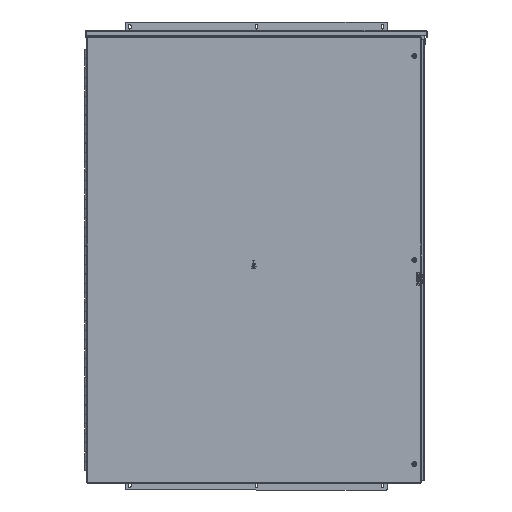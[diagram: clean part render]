
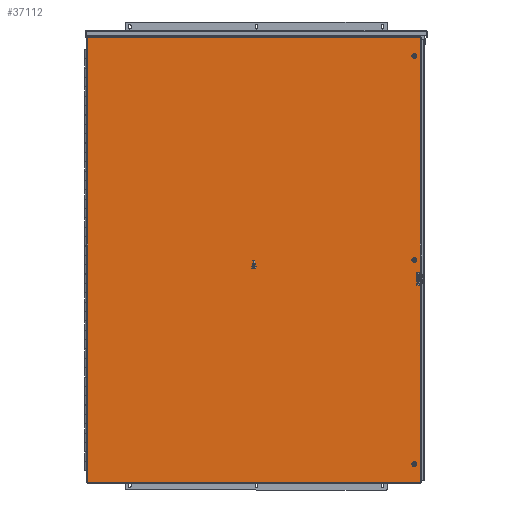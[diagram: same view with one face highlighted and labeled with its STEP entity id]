
A CAD part, front view. The second image highlights one B-rep face of the part: STEP entity #37112.
In plain terms, the highlighted planar face has unit normal (0, -1, 0).
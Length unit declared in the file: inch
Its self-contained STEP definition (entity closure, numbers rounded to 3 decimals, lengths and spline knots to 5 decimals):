
#156 = DIRECTION ( 'NONE',  ( -1., 0., 0. ) ) ;
#452 = CARTESIAN_POINT ( 'NONE',  ( 16.751, -16.172, -0.4285 ) ) ;
#646 = CARTESIAN_POINT ( 'NONE',  ( 16.884, -16.172, -22.241 ) ) ;
#957 = EDGE_CURVE ( 'NONE', #13394, #31645, #39576, .T. ) ;
#977 = FACE_BOUND ( 'NONE', #33003, .T. ) ;
#1163 = VERTEX_POINT ( 'NONE', #41450 ) ;
#1197 = VERTEX_POINT ( 'NONE', #452 ) ;
#1384 = FACE_OUTER_BOUND ( 'NONE', #16009, .T. ) ;
#1510 = DIRECTION ( 'NONE',  ( 0., 1., 0. ) ) ;
#1593 = FACE_BOUND ( 'NONE', #31238, .T. ) ;
#2333 = CIRCLE ( 'NONE', #11068, 0.133 ) ;
#2366 = DIRECTION ( 'NONE',  ( 1., 0., 0. ) ) ;
#2486 = VECTOR ( 'NONE', #156, 39.37008 ) ;
#2664 = DIRECTION ( 'NONE',  ( 0., 1., 0. ) ) ;
#3448 = EDGE_CURVE ( 'NONE', #10128, #12395, #39947, .T. ) ;
#3649 = CARTESIAN_POINT ( 'NONE',  ( 17.508, -16.172, -24.163 ) ) ;
#3721 = CARTESIAN_POINT ( 'NONE',  ( 16.884, -16.172, -22.241 ) ) ;
#3774 = CARTESIAN_POINT ( 'NONE',  ( 17.45975, -16.172, -3.116 ) ) ;
#3962 = AXIS2_PLACEMENT_3D ( 'NONE', #3721, #25798, #16547 ) ;
#4020 = VECTOR ( 'NONE', #13491, 39.37008 ) ;
#4133 = FACE_BOUND ( 'NONE', #14913, .T. ) ;
#5082 = CIRCLE ( 'NONE', #38637, 0.133 ) ;
#5418 = EDGE_CURVE ( 'NONE', #13006, #38440, #5082, .T. ) ;
#6318 = EDGE_CURVE ( 'NONE', #8897, #13060, #22235, .T. ) ;
#7277 = PLANE ( 'NONE',  #39864 ) ;
#7564 = ORIENTED_EDGE ( 'NONE', *, *, #21003, .T. ) ;
#7895 = FACE_BOUND ( 'NONE', #29028, .T. ) ;
#8840 = ORIENTED_EDGE ( 'NONE', *, *, #14862, .T. ) ;
#8897 = VERTEX_POINT ( 'NONE', #3774 ) ;
#9469 = VERTEX_POINT ( 'NONE', #25549 ) ;
#9943 = DIRECTION ( 'NONE',  ( 0., 0., 1. ) ) ;
#9961 = DIRECTION ( 'NONE',  ( 0., 0., 1. ) ) ;
#10128 = VERTEX_POINT ( 'NONE', #32730 ) ;
#10830 = DIRECTION ( 'NONE',  ( 0., 1., 0. ) ) ;
#11068 = AXIS2_PLACEMENT_3D ( 'NONE', #39626, #10830, #23657 ) ;
#12345 = ORIENTED_EDGE ( 'NONE', *, *, #3448, .T. ) ;
#12383 = VERTEX_POINT ( 'NONE', #39777 ) ;
#12395 = VERTEX_POINT ( 'NONE', #39985 ) ;
#12589 = EDGE_CURVE ( 'NONE', #1163, #8897, #39121, .T. ) ;
#13006 = VERTEX_POINT ( 'NONE', #19535 ) ;
#13060 = VERTEX_POINT ( 'NONE', #32735 ) ;
#13062 = CARTESIAN_POINT ( 'NONE',  ( 17.45975, -16.172, -3.116 ) ) ;
#13133 = LINE ( 'NONE', #38772, #25748 ) ;
#13394 = VERTEX_POINT ( 'NONE', #31433 ) ;
#13491 = DIRECTION ( 'NONE',  ( 1., 0., 0. ) ) ;
#13995 = DIRECTION ( 'NONE',  ( 1., 0., 0. ) ) ;
#14862 = EDGE_CURVE ( 'NONE', #34026, #1197, #2333, .T. ) ;
#14913 = EDGE_LOOP ( 'NONE', ( #8840, #27480 ) ) ;
#15035 = EDGE_CURVE ( 'NONE', #9469, #12383, #19426, .T. ) ;
#15453 = CARTESIAN_POINT ( 'NONE',  ( 17.508, -16.172, 23.306 ) ) ;
#16009 = EDGE_LOOP ( 'NONE', ( #7564, #20309, #19741, #18282 ) ) ;
#16547 = DIRECTION ( 'NONE',  ( 1., 0., 0. ) ) ;
#16620 = DIRECTION ( 'NONE',  ( 1., 0., 0. ) ) ;
#16787 = CIRCLE ( 'NONE', #20807, 0.133 ) ;
#17212 = CARTESIAN_POINT ( 'NONE',  ( 16.751, -16.172, 21.384 ) ) ;
#17257 = CARTESIAN_POINT ( 'NONE',  ( 17.45975, -16.172, -1.741 ) ) ;
#18282 = ORIENTED_EDGE ( 'NONE', *, *, #15035, .T. ) ;
#18670 = CARTESIAN_POINT ( 'NONE',  ( 16.884, -16.172, 21.384 ) ) ;
#19140 = ORIENTED_EDGE ( 'NONE', *, *, #26391, .T. ) ;
#19419 = DIRECTION ( 'NONE',  ( 1., 0., 0. ) ) ;
#19426 = LINE ( 'NONE', #3649, #32552 ) ;
#19535 = CARTESIAN_POINT ( 'NONE',  ( 17.017, -16.172, 21.384 ) ) ;
#19713 = CARTESIAN_POINT ( 'NONE',  ( 17.14725, -16.172, -3.116 ) ) ;
#19741 = ORIENTED_EDGE ( 'NONE', *, *, #36539, .T. ) ;
#20309 = ORIENTED_EDGE ( 'NONE', *, *, #957, .T. ) ;
#20765 = CIRCLE ( 'NONE', #3962, 0.133 ) ;
#20807 = AXIS2_PLACEMENT_3D ( 'NONE', #22570, #21953, #19419 ) ;
#20850 = CARTESIAN_POINT ( 'NONE',  ( 16.884, -16.172, -0.4285 ) ) ;
#21003 = EDGE_CURVE ( 'NONE', #12383, #13394, #41099, .T. ) ;
#21801 = EDGE_CURVE ( 'NONE', #12395, #10128, #20765, .T. ) ;
#21953 = DIRECTION ( 'NONE',  ( 0., 1., 0. ) ) ;
#22235 = LINE ( 'NONE', #19713, #2486 ) ;
#22570 = CARTESIAN_POINT ( 'NONE',  ( 16.884, -16.172, 21.384 ) ) ;
#23657 = DIRECTION ( 'NONE',  ( 1., 0., 0. ) ) ;
#23674 = DIRECTION ( 'NONE',  ( 0., -1., 0. ) ) ;
#23823 = LINE ( 'NONE', #24013, #33801 ) ;
#24013 = CARTESIAN_POINT ( 'NONE',  ( 17.508, -16.172, -24.163 ) ) ;
#24041 = VERTEX_POINT ( 'NONE', #33654 ) ;
#24328 = VECTOR ( 'NONE', #35406, 39.37008 ) ;
#25549 = CARTESIAN_POINT ( 'NONE',  ( 17.508, -16.172, -24.163 ) ) ;
#25748 = VECTOR ( 'NONE', #9961, 39.37008 ) ;
#25798 = DIRECTION ( 'NONE',  ( 0., 1., 0. ) ) ;
#26067 = DIRECTION ( 'NONE',  ( 0., 1., 0. ) ) ;
#26391 = EDGE_CURVE ( 'NONE', #13060, #24041, #13133, .T. ) ;
#26610 = CARTESIAN_POINT ( 'NONE',  ( 17.508, -16.172, -24.163 ) ) ;
#27165 = DIRECTION ( 'NONE',  ( 0., 0., -1. ) ) ;
#27480 = ORIENTED_EDGE ( 'NONE', *, *, #33980, .T. ) ;
#29018 = VECTOR ( 'NONE', #35970, 39.37008 ) ;
#29028 = EDGE_LOOP ( 'NONE', ( #34686, #39727, #19140, #36725 ) ) ;
#30345 = DIRECTION ( 'NONE',  ( 1., 0., 0. ) ) ;
#31238 = EDGE_LOOP ( 'NONE', ( #36727, #40943 ) ) ;
#31433 = CARTESIAN_POINT ( 'NONE',  ( -18.026, -16.172, 23.306 ) ) ;
#31645 = VERTEX_POINT ( 'NONE', #41374 ) ;
#31756 = VECTOR ( 'NONE', #27165, 39.37008 ) ;
#32552 = VECTOR ( 'NONE', #9943, 39.37008 ) ;
#32730 = CARTESIAN_POINT ( 'NONE',  ( 17.017, -16.172, -22.241 ) ) ;
#32735 = CARTESIAN_POINT ( 'NONE',  ( 17.14725, -16.172, -3.116 ) ) ;
#32930 = CIRCLE ( 'NONE', #35640, 0.133 ) ;
#33003 = EDGE_LOOP ( 'NONE', ( #12345, #33040 ) ) ;
#33040 = ORIENTED_EDGE ( 'NONE', *, *, #21801, .T. ) ;
#33227 = AXIS2_PLACEMENT_3D ( 'NONE', #646, #26067, #16620 ) ;
#33654 = CARTESIAN_POINT ( 'NONE',  ( 17.14725, -16.172, -1.741 ) ) ;
#33709 = EDGE_CURVE ( 'NONE', #38440, #13006, #16787, .T. ) ;
#33801 = VECTOR ( 'NONE', #2366, 39.37008 ) ;
#33980 = EDGE_CURVE ( 'NONE', #1197, #34026, #32930, .T. ) ;
#34026 = VERTEX_POINT ( 'NONE', #36821 ) ;
#34079 = DIRECTION ( 'NONE',  ( 1., 0., 0. ) ) ;
#34686 = ORIENTED_EDGE ( 'NONE', *, *, #12589, .T. ) ;
#35406 = DIRECTION ( 'NONE',  ( -1., 0., 0. ) ) ;
#35640 = AXIS2_PLACEMENT_3D ( 'NONE', #20850, #1510, #34079 ) ;
#35970 = DIRECTION ( 'NONE',  ( 0., 0., -1. ) ) ;
#36441 = CARTESIAN_POINT ( 'NONE',  ( -18.026, -16.172, -24.163 ) ) ;
#36539 = EDGE_CURVE ( 'NONE', #31645, #9469, #23823, .T. ) ;
#36725 = ORIENTED_EDGE ( 'NONE', *, *, #39423, .T. ) ;
#36727 = ORIENTED_EDGE ( 'NONE', *, *, #5418, .T. ) ;
#36821 = CARTESIAN_POINT ( 'NONE',  ( 17.017, -16.172, -0.4285 ) ) ;
#37112 = ADVANCED_FACE ( 'NONE', ( #1384, #1593, #7895, #4133, #977 ), #7277, .T. ) ;
#38315 = LINE ( 'NONE', #17257, #4020 ) ;
#38440 = VERTEX_POINT ( 'NONE', #17212 ) ;
#38637 = AXIS2_PLACEMENT_3D ( 'NONE', #18670, #2664, #30345 ) ;
#38772 = CARTESIAN_POINT ( 'NONE',  ( 17.14725, -16.172, -1.741 ) ) ;
#39121 = LINE ( 'NONE', #13062, #29018 ) ;
#39423 = EDGE_CURVE ( 'NONE', #24041, #1163, #38315, .T. ) ;
#39576 = LINE ( 'NONE', #36441, #31756 ) ;
#39626 = CARTESIAN_POINT ( 'NONE',  ( 16.884, -16.172, -0.4285 ) ) ;
#39727 = ORIENTED_EDGE ( 'NONE', *, *, #6318, .T. ) ;
#39777 = CARTESIAN_POINT ( 'NONE',  ( 17.508, -16.172, 23.306 ) ) ;
#39864 = AXIS2_PLACEMENT_3D ( 'NONE', #26610, #23674, #13995 ) ;
#39947 = CIRCLE ( 'NONE', #33227, 0.133 ) ;
#39985 = CARTESIAN_POINT ( 'NONE',  ( 16.751, -16.172, -22.241 ) ) ;
#40943 = ORIENTED_EDGE ( 'NONE', *, *, #33709, .T. ) ;
#41099 = LINE ( 'NONE', #15453, #24328 ) ;
#41374 = CARTESIAN_POINT ( 'NONE',  ( -18.026, -16.172, -24.163 ) ) ;
#41450 = CARTESIAN_POINT ( 'NONE',  ( 17.45975, -16.172, -1.741 ) ) ;
